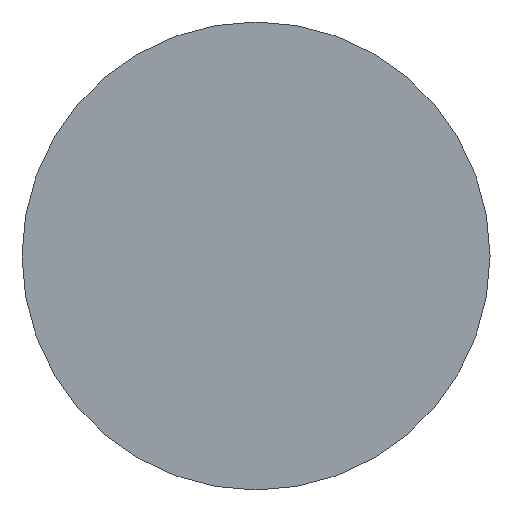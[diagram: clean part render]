
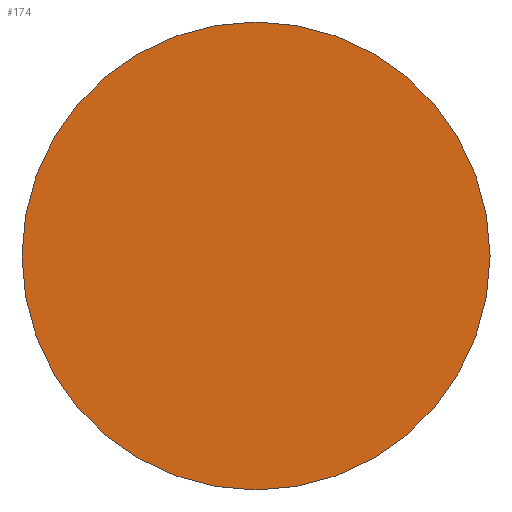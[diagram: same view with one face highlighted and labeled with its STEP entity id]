
A CAD part, front view. The second image highlights one B-rep face of the part: STEP entity #174.
In plain terms, the highlighted planar face has unit normal (0, -1, 0).
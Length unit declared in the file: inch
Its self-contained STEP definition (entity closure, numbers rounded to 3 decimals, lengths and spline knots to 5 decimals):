
#1 = EDGE_CURVE ( 'NONE', #83, #201, #200, .T. ) ;
#9 = CARTESIAN_POINT ( 'NONE',  ( 0., 0., 0. ) ) ;
#32 = DIRECTION ( 'NONE',  ( 0., -1., 0. ) ) ;
#56 = AXIS2_PLACEMENT_3D ( 'NONE', #9, #101, #103 ) ;
#67 = DIRECTION ( 'NONE',  ( 0., -1., 0. ) ) ;
#69 = EDGE_LOOP ( 'NONE', ( #231, #155 ) ) ;
#83 = VERTEX_POINT ( 'NONE', #180 ) ;
#90 = CARTESIAN_POINT ( 'NONE',  ( 0., 0., 0. ) ) ;
#101 = DIRECTION ( 'NONE',  ( 0., -1., 0. ) ) ;
#103 = DIRECTION ( 'NONE',  ( 0., 0., -1. ) ) ;
#132 = AXIS2_PLACEMENT_3D ( 'NONE', #164, #67, #206 ) ;
#148 = CARTESIAN_POINT ( 'NONE',  ( 0., 0., 0.3125 ) ) ;
#155 = ORIENTED_EDGE ( 'NONE', *, *, #162, .T. ) ;
#162 = EDGE_CURVE ( 'NONE', #201, #83, #214, .T. ) ;
#164 = CARTESIAN_POINT ( 'NONE',  ( 0., 0., 0. ) ) ;
#174 = ADVANCED_FACE ( 'NONE', ( #245 ), #218, .T. ) ;
#180 = CARTESIAN_POINT ( 'NONE',  ( 0., 0., -0.3125 ) ) ;
#200 = CIRCLE ( 'NONE', #132, 0.3125 ) ;
#201 = VERTEX_POINT ( 'NONE', #148 ) ;
#206 = DIRECTION ( 'NONE',  ( 0., 0., -1. ) ) ;
#214 = CIRCLE ( 'NONE', #267, 0.3125 ) ;
#216 = DIRECTION ( 'NONE',  ( 0., 0., -1. ) ) ;
#218 = PLANE ( 'NONE',  #56 ) ;
#231 = ORIENTED_EDGE ( 'NONE', *, *, #1, .T. ) ;
#245 = FACE_OUTER_BOUND ( 'NONE', #69, .T. ) ;
#267 = AXIS2_PLACEMENT_3D ( 'NONE', #90, #32, #216 ) ;
